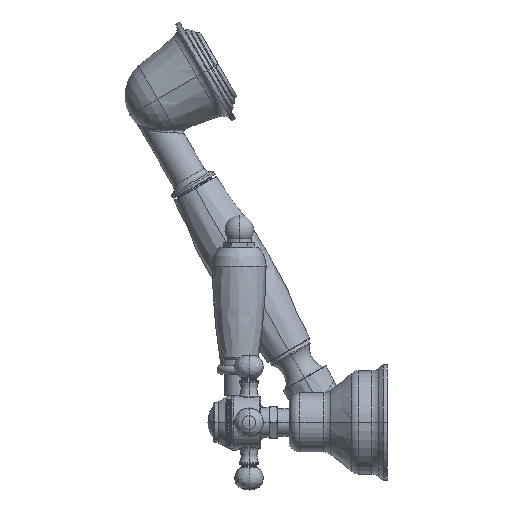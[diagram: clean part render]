
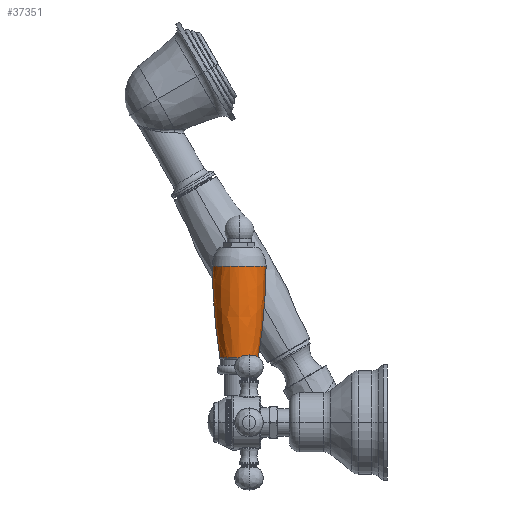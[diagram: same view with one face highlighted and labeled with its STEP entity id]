
A CAD part, left-side view. The second image highlights one B-rep face of the part: STEP entity #37351.
In plain terms, the highlighted free-form (B-spline) face has degree [3, 3] with [7, 4] control points.
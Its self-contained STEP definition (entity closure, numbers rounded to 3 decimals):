
#36294=CARTESIAN_POINT('',(0.,45.4,74.068));
#36295=DIRECTION('',(0.,0.,-1.));
#36296=DIRECTION('',(0.,-1.,0.));
#36297=AXIS2_PLACEMENT_3D('',#36294,#36295,#36296);
#36314=CARTESIAN_POINT('',(0.,332.6,77.377));
#36315=DIRECTION('',(-1.,0.,0.));
#36316=DIRECTION('',(0.,-0.988,-0.156));
#36317=AXIS2_PLACEMENT_3D('',#36314,#36315,#36316);
#36319=CARTESIAN_POINT('',(0.,-241.8,77.377));
#36320=DIRECTION('',(1.,0.,0.));
#36321=DIRECTION('',(0.,0.988,-0.156));
#36322=AXIS2_PLACEMENT_3D('',#36319,#36320,#36321);
#36329=CARTESIAN_POINT('',(0.,45.4,30.644));
#36330=DIRECTION('',(0.,0.,-1.));
#36331=DIRECTION('',(0.,-1.,0.));
#36332=AXIS2_PLACEMENT_3D('',#36329,#36330,#36331);
#37001=CARTESIAN_POINT('',(0.,36.262,30.644));
#37002=CARTESIAN_POINT('',(0.,32.618,74.068));
#37003=VERTEX_POINT('',#37001);
#37004=VERTEX_POINT('',#37002);
#37009=CARTESIAN_POINT('',(0.,54.538,30.644));
#37010=CARTESIAN_POINT('',(0.,58.182,74.068));
#37011=VERTEX_POINT('',#37009);
#37012=VERTEX_POINT('',#37010);
#37315=CARTESIAN_POINT('',(0.803,32.635,
74.941));
#37316=CARTESIAN_POINT('',(0.795,32.758,
59.807));
#37317=CARTESIAN_POINT('',(0.716,34.021,
44.725));
#37318=CARTESIAN_POINT('',(0.565,36.417,
29.783));
#37319=CARTESIAN_POINT('',(-7.052,32.141,
74.941));
#37320=CARTESIAN_POINT('',(-6.985,32.268,
59.807));
#37321=CARTESIAN_POINT('',(-6.287,33.58,
44.725));
#37322=CARTESIAN_POINT('',(-4.963,36.069,
29.783));
#37323=CARTESIAN_POINT('',(-12.79,37.529,
74.941));
#37324=CARTESIAN_POINT('',(-12.667,37.605,
59.807));
#37325=CARTESIAN_POINT('',(-11.402,38.383,
44.725));
#37326=CARTESIAN_POINT('',(-9.001,39.861,
29.783));
#37327=CARTESIAN_POINT('',(-12.79,45.4,74.941));
#37328=CARTESIAN_POINT('',(-12.667,45.4,59.807));
#37329=CARTESIAN_POINT('',(-11.402,45.4,44.725));
#37330=CARTESIAN_POINT('',(-9.001,45.4,29.783));
#37331=CARTESIAN_POINT('',(-12.79,53.271,
74.941));
#37332=CARTESIAN_POINT('',(-12.667,53.195,
59.807));
#37333=CARTESIAN_POINT('',(-11.402,52.417,
44.725));
#37334=CARTESIAN_POINT('',(-9.001,50.939,
29.783));
#37335=CARTESIAN_POINT('',(-7.052,58.659,
74.941));
#37336=CARTESIAN_POINT('',(-6.985,58.532,
59.807));
#37337=CARTESIAN_POINT('',(-6.287,57.22,
44.725));
#37338=CARTESIAN_POINT('',(-4.963,54.731,
29.783));
#37339=CARTESIAN_POINT('',(0.803,58.165,
74.941));
#37340=CARTESIAN_POINT('',(0.795,58.042,
59.807));
#37341=CARTESIAN_POINT('',(0.716,56.779,
44.725));
#37342=CARTESIAN_POINT('',(0.565,54.383,
29.783));
#37343=(BOUNDED_SURFACE()B_SPLINE_SURFACE(3,3,((#37315,#37316,#37317,#37318),(
#37319,#37320,#37321,#37322),(#37323,#37324,#37325,#37326),(#37327,#37328,
#37329,#37330),(#37331,#37332,#37333,#37334),(#37335,#37336,#37337,#37338),(
#37339,#37340,#37341,#37342)),.UNSPECIFIED.,.F.,.F.,.F.)B_SPLINE_SURFACE_WITH_KNOTS((4,3,4),(4,4),(0.,1.,2.),(0.,1.),.UNSPECIFIED.)GEOMETRIC_REPRESENTATION_ITEM()RATIONAL_B_SPLINE_SURFACE(((1.189,1.187,
1.187,1.189),(0.939,0.937,
0.937,0.939),(0.939,0.937,
0.937,0.939),(1.189,1.187,
1.187,1.189),(0.939,0.937,
0.937,0.939),(0.939,0.937,
0.937,0.939),(1.189,1.187,
1.187,1.189)))REPRESENTATION_ITEM('')SURFACE());
#37344=ORIENTED_EDGE('',*,*,#37298,.F.);
#37346=ORIENTED_EDGE('',*,*,#37345,.T.);
#37347=ORIENTED_EDGE('',*,*,#37301,.T.);
#37348=ORIENTED_EDGE('',*,*,#37210,.F.);
#37349=EDGE_LOOP('',(#37344,#37346,#37347,#37348));
#37350=FACE_OUTER_BOUND('',#37349,.F.);
#37351=ADVANCED_FACE('',(#37350),#37343,.T.);
#36298=CIRCLE('',#36297,12.782);
#36318=CIRCLE('',#36317,300.);
#36323=CIRCLE('',#36322,300.);
#36333=CIRCLE('',#36332,9.138);
#37210=EDGE_CURVE('',#37004,#37012,#36298,.T.);
#37298=EDGE_CURVE('',#37003,#37004,#36318,.T.);
#37301=EDGE_CURVE('',#37011,#37012,#36323,.T.);
#37345=EDGE_CURVE('',#37003,#37011,#36333,.T.);
